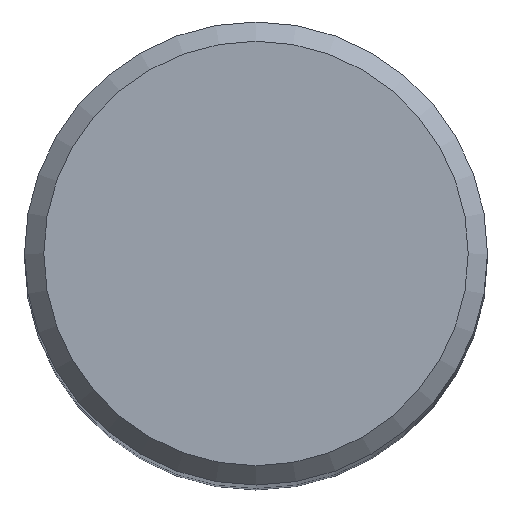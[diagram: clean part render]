
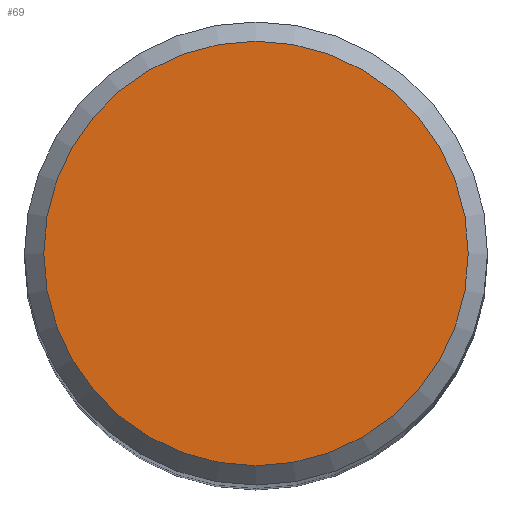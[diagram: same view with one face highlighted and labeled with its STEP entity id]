
A CAD part, top view. The second image highlights one B-rep face of the part: STEP entity #69.
In plain terms, the highlighted planar face has unit normal (0, 0, 1).
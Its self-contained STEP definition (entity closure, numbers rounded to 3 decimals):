
#2 = AXIS2_PLACEMENT_3D ( 'NONE', #24, #11, #101 ) ;
#5 = PLANE ( 'NONE',  #2 ) ;
#11 = DIRECTION ( 'NONE',  ( 0., 0., -1. ) ) ;
#21 = AXIS2_PLACEMENT_3D ( 'NONE', #100, #164, #133 ) ;
#24 = CARTESIAN_POINT ( 'NONE',  ( 0., 0., 74. ) ) ;
#57 = FACE_OUTER_BOUND ( 'NONE', #68, .T. ) ;
#68 = EDGE_LOOP ( 'NONE', ( #145 ) ) ;
#69 = ADVANCED_FACE ( 'NONE', ( #57 ), #5, .F. ) ;
#100 = CARTESIAN_POINT ( 'NONE',  ( 0., 0., 74. ) ) ;
#101 = DIRECTION ( 'NONE',  ( 0., 1., 0. ) ) ;
#119 = CARTESIAN_POINT ( 'NONE',  ( 0., 5.5, 74. ) ) ;
#131 = VERTEX_POINT ( 'NONE', #119 ) ;
#133 = DIRECTION ( 'NONE',  ( 0., 1., 0. ) ) ;
#142 = EDGE_CURVE ( 'NONE', #131, #131, #196, .T. ) ;
#145 = ORIENTED_EDGE ( 'NONE', *, *, #142, .F. ) ;
#164 = DIRECTION ( 'NONE',  ( 0., 0., -1. ) ) ;
#196 = CIRCLE ( 'NONE', #21, 5.5 ) ;
